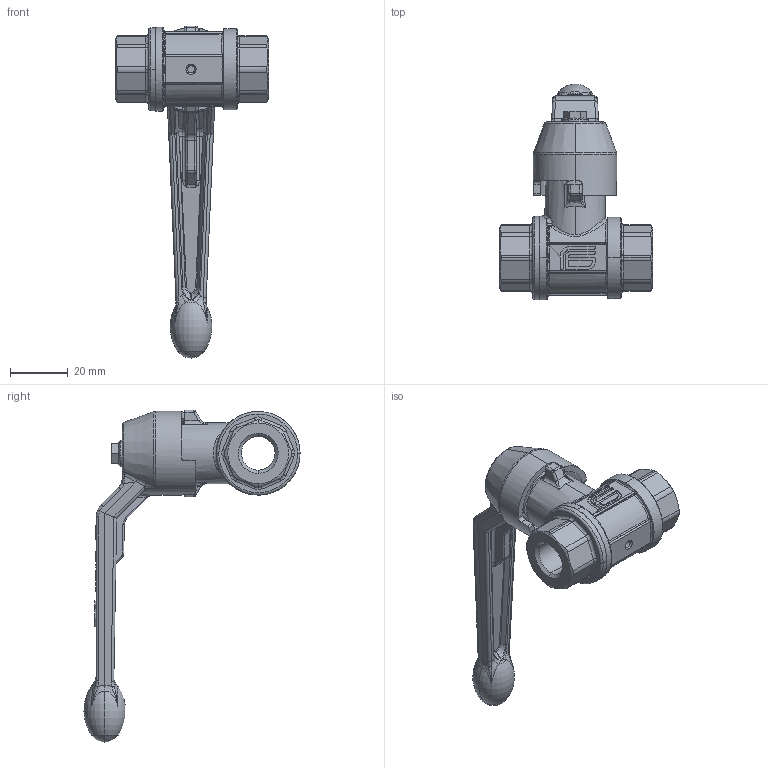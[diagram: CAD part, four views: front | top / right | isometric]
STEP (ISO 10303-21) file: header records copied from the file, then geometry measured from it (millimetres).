
FILE_DESCRIPTION (( 'STEP AP214' ), '1' );
FILE_NAME ('2351N202.STEP', '2021-03-08T11:31:05', ( '' ), ( '' ), 'SwSTEP 2.0', 'SolidWorks 2021', '' );
FILE_SCHEMA (( 'AUTOMOTIVE_DESIGN' ));
Length unit declared in the file: millimetre
Products named in the file (1): 2351N202
Bounding box: 53 x 74.86 x 115 mm (x, y, z)
Surface area: 15266.1 mm2 (no closed solid volume)
Topology: 0 solids, 22 shells, 596 faces, 1640 edges, 1031 vertices
Faces by surface type: bspline 194, plane 164, cylinder 135, cone 50, torus 37, sphere 16
Entity records: 27383 total; most frequent: CARTESIAN_POINT 16881, ORIENTED_EDGE 2898, EDGE_CURVE 1607, B_SPLINE_CURVE_WITH_KNOTS 1480, VERTEX_POINT 1031, DIRECTION 800, EDGE_LOOP 606, ADVANCED_FACE 591
